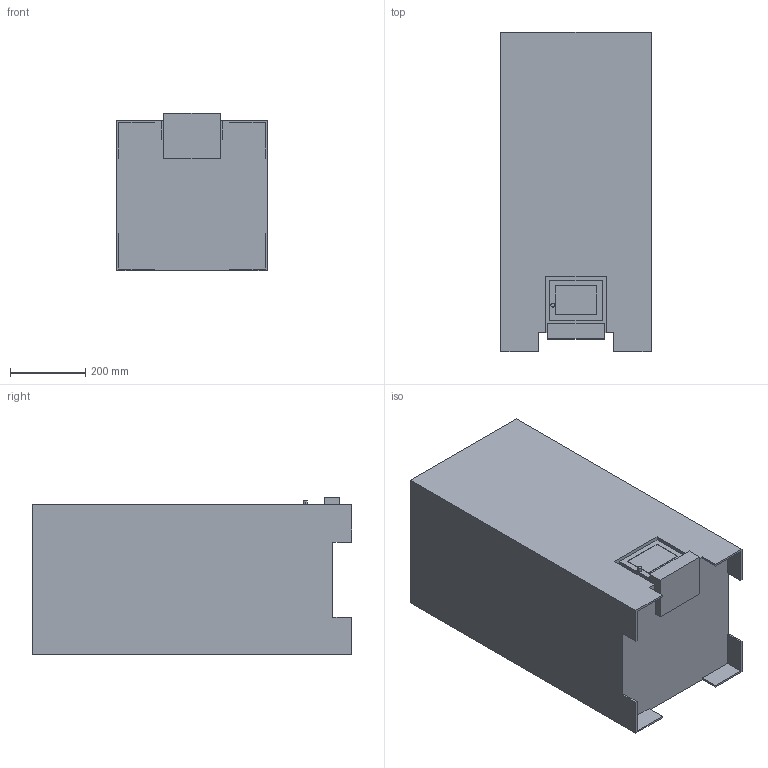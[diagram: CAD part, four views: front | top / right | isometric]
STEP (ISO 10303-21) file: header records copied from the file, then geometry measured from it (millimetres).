
FILE_DESCRIPTION (( 'STEP AP203' ), '1' );
FILE_NAME ('Kiuas.STEP', '2025-04-09T09:16:50', ( '' ), ( '' ), 'SwSTEP 2.0', 'SolidWorks 2024', '' );
FILE_SCHEMA (( 'CONFIG_CONTROL_DESIGN' ));
Length unit declared in the file: millimetre
Products named in the file (1): Kiuas
Bounding box: 400 x 850 x 420 mm (x, y, z)
Volume: 70092843.8 mm3; surface area: 2854053.8 mm2
Topology: 1 solids, 1 shells, 63 faces, 168 edges, 112 vertices
Faces by surface type: plane 61, cylinder 2
Entity records: 2003 total; most frequent: CARTESIAN_POINT 344, ORIENTED_EDGE 336, DIRECTION 300, EDGE_CURVE 168, VECTOR 164, LINE 164, VERTEX_POINT 112, AXIS2_PLACEMENT_3D 68
